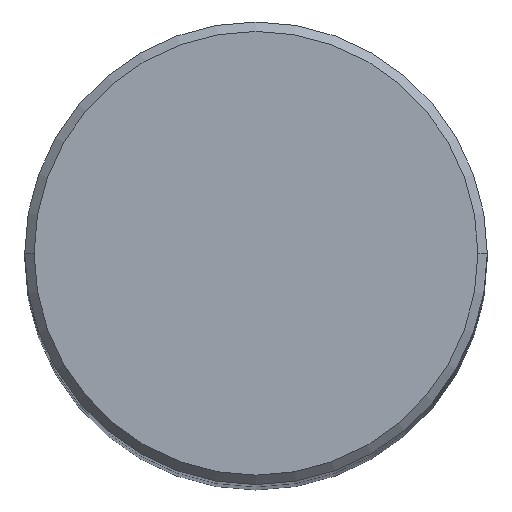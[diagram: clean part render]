
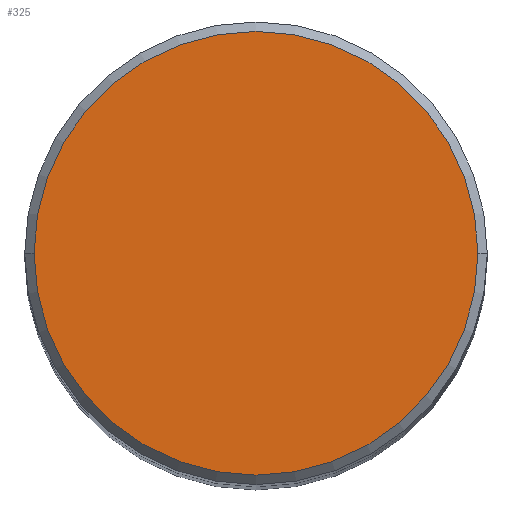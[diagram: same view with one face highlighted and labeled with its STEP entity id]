
A CAD part, top view. The second image highlights one B-rep face of the part: STEP entity #325.
In plain terms, the highlighted planar face has unit normal (0, 0, 1).
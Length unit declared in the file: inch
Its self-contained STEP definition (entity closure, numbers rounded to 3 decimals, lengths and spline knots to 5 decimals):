
#7 = CARTESIAN_POINT ( 'NONE',  ( 0., 0., 0. ) ) ;
#16 = VERTEX_POINT ( 'NONE', #141 ) ;
#67 = DIRECTION ( 'NONE',  ( 1., 0., 0. ) ) ;
#71 = DIRECTION ( 'NONE',  ( -1., 0., 0. ) ) ;
#89 = AXIS2_PLACEMENT_3D ( 'NONE', #7, #227, #67 ) ;
#94 = AXIS2_PLACEMENT_3D ( 'NONE', #255, #374, #260 ) ;
#124 = EDGE_CURVE ( 'NONE', #16, #384, #136, .T. ) ;
#126 = ORIENTED_EDGE ( 'NONE', *, *, #386, .T. ) ;
#136 = CIRCLE ( 'NONE', #94, 0.47215 ) ;
#141 = CARTESIAN_POINT ( 'NONE',  ( 0.47215, 0., 0. ) ) ;
#227 = DIRECTION ( 'NONE',  ( 0., 0., 1. ) ) ;
#254 = EDGE_LOOP ( 'NONE', ( #126, #373 ) ) ;
#255 = CARTESIAN_POINT ( 'NONE',  ( 0., 0., 0. ) ) ;
#260 = DIRECTION ( 'NONE',  ( 1., 0., 0. ) ) ;
#288 = DIRECTION ( 'NONE',  ( 0., 0., -1. ) ) ;
#325 = ADVANCED_FACE ( 'NONE', ( #404 ), #372, .F. ) ;
#332 = AXIS2_PLACEMENT_3D ( 'NONE', #380, #288, #71 ) ;
#345 = CARTESIAN_POINT ( 'NONE',  ( -0.47215, 0., 0. ) ) ;
#372 = PLANE ( 'NONE',  #332 ) ;
#373 = ORIENTED_EDGE ( 'NONE', *, *, #124, .T. ) ;
#374 = DIRECTION ( 'NONE',  ( 0., 0., 1. ) ) ;
#377 = CIRCLE ( 'NONE', #89, 0.47215 ) ;
#380 = CARTESIAN_POINT ( 'NONE',  ( 0., 0.47215, 0. ) ) ;
#384 = VERTEX_POINT ( 'NONE', #345 ) ;
#386 = EDGE_CURVE ( 'NONE', #384, #16, #377, .T. ) ;
#404 = FACE_OUTER_BOUND ( 'NONE', #254, .T. ) ;
